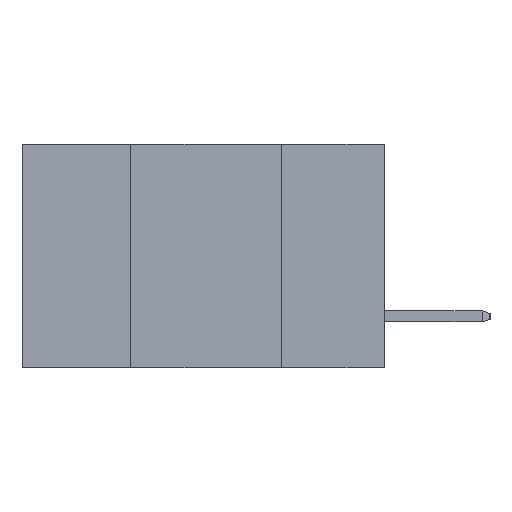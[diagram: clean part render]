
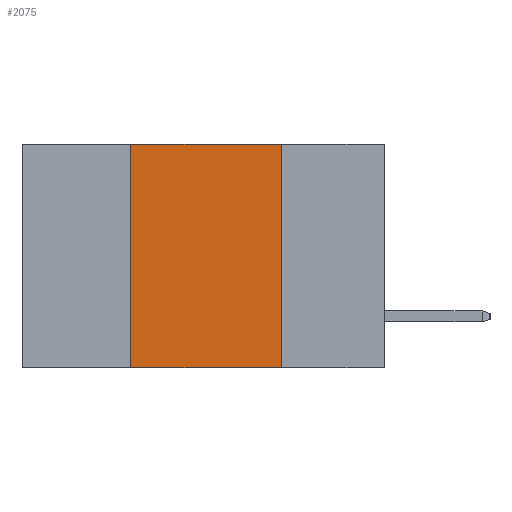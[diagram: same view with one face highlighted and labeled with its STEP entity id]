
A CAD part, left-side view. The second image highlights one B-rep face of the part: STEP entity #2075.
In plain terms, the highlighted planar face has unit normal (-1, 0, 0).
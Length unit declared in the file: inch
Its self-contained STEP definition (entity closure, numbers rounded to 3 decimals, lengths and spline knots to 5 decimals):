
#680 = EDGE_CURVE ( 'NONE', #17655, #9326, #15218, .T. ) ;
#951 = LINE ( 'NONE', #12281, #4333 ) ;
#1810 = EDGE_CURVE ( 'NONE', #19725, #20050, #7086, .T. ) ;
#2075 = ADVANCED_FACE ( 'NONE', ( #21364 ), #14815, .F. ) ;
#2423 = CARTESIAN_POINT ( 'NONE',  ( 0., 0.42, 0. ) ) ;
#2587 = VECTOR ( 'NONE', #15382, 39.37008 ) ;
#3332 = DIRECTION ( 'NONE',  ( 1., 0., 0. ) ) ;
#3348 = CARTESIAN_POINT ( 'NONE',  ( 0., 0.42, -0.37 ) ) ;
#4333 = VECTOR ( 'NONE', #13926, 39.37008 ) ;
#6231 = ORIENTED_EDGE ( 'NONE', *, *, #1810, .F. ) ;
#7086 = LINE ( 'NONE', #13886, #18281 ) ;
#7290 = ORIENTED_EDGE ( 'NONE', *, *, #680, .F. ) ;
#8091 = EDGE_LOOP ( 'NONE', ( #6231, #11234, #7290, #10991 ) ) ;
#9326 = VERTEX_POINT ( 'NONE', #2423 ) ;
#9841 = EDGE_CURVE ( 'NONE', #9326, #19725, #15892, .T. ) ;
#9932 = AXIS2_PLACEMENT_3D ( 'NONE', #15608, #3332, #10206 ) ;
#10206 = DIRECTION ( 'NONE',  ( 0., 0., -1. ) ) ;
#10991 = ORIENTED_EDGE ( 'NONE', *, *, #21181, .T. ) ;
#11234 = ORIENTED_EDGE ( 'NONE', *, *, #9841, .F. ) ;
#11327 = CARTESIAN_POINT ( 'NONE',  ( 0., 0.17, -0.37 ) ) ;
#11623 = DIRECTION ( 'NONE',  ( 0., 0., -1. ) ) ;
#12281 = CARTESIAN_POINT ( 'NONE',  ( 0., 0.6, -0.37 ) ) ;
#13886 = CARTESIAN_POINT ( 'NONE',  ( 0., 0.17, 0. ) ) ;
#13926 = DIRECTION ( 'NONE',  ( 0., -1., 0. ) ) ;
#14437 = CARTESIAN_POINT ( 'NONE',  ( 0., 0.42, 0. ) ) ;
#14815 = PLANE ( 'NONE',  #9932 ) ;
#15218 = LINE ( 'NONE', #14437, #19096 ) ;
#15382 = DIRECTION ( 'NONE',  ( 0., -1., 0. ) ) ;
#15608 = CARTESIAN_POINT ( 'NONE',  ( 0., 0.6, 0. ) ) ;
#15892 = LINE ( 'NONE', #17078, #2587 ) ;
#17078 = CARTESIAN_POINT ( 'NONE',  ( 0., 0.6, 0. ) ) ;
#17655 = VERTEX_POINT ( 'NONE', #3348 ) ;
#18281 = VECTOR ( 'NONE', #11623, 39.37008 ) ;
#19096 = VECTOR ( 'NONE', #20670, 39.37008 ) ;
#19725 = VERTEX_POINT ( 'NONE', #20482 ) ;
#20050 = VERTEX_POINT ( 'NONE', #11327 ) ;
#20482 = CARTESIAN_POINT ( 'NONE',  ( 0., 0.17, 0. ) ) ;
#20670 = DIRECTION ( 'NONE',  ( 0., 0., 1. ) ) ;
#21181 = EDGE_CURVE ( 'NONE', #17655, #20050, #951, .T. ) ;
#21364 = FACE_OUTER_BOUND ( 'NONE', #8091, .T. ) ;
